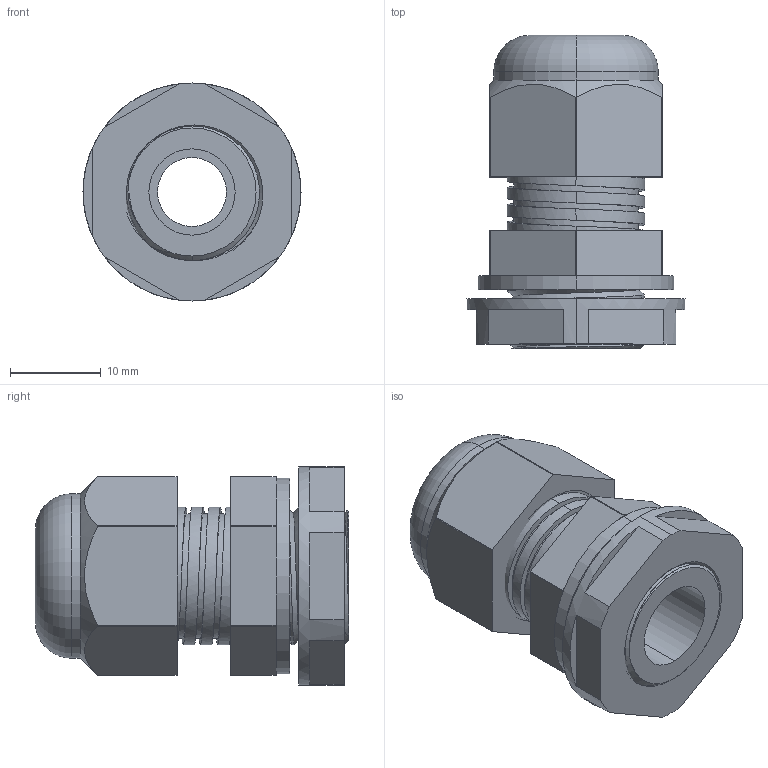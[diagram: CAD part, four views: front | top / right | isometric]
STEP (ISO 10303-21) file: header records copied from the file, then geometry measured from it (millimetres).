
FILE_DESCRIPTION (( 'STEP AP203' ), '1' );
FILE_NAME ('BMX-22-W.step', '2016-02-11T13:28:04', ( '' ), ( '' ), 'SwSTEP 2.0', 'SolidWorks 2015', '' );
FILE_SCHEMA (( 'CONFIG_CONTROL_DESIGN' ));
Length unit declared in the file: millimetre
Products named in the file (1): BMX-22-W
Bounding box: 24 x 34.5 x 24 mm (x, y, z)
Volume: 7155.4 mm3; surface area: 8072.7 mm2
Topology: 5 solids, 5 shells, 198 faces, 543 edges, 358 vertices
Faces by surface type: plane 99, cylinder 76, bspline 12, cone 7, torus 4
Entity records: 10335 total; most frequent: CARTESIAN_POINT 5442, ORIENTED_EDGE 1086, DIRECTION 957, EDGE_CURVE 543, VERTEX_POINT 358, AXIS2_PLACEMENT_3D 352, LINE 253, VECTOR 253
